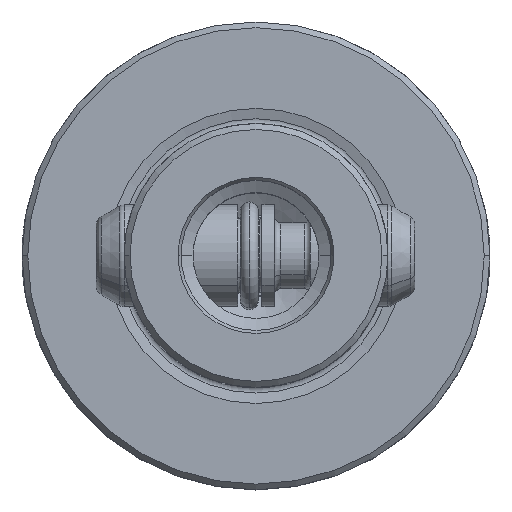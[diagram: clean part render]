
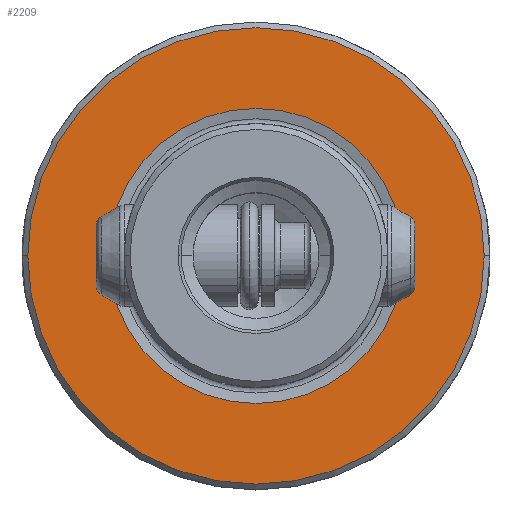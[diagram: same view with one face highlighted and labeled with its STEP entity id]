
A CAD part, top view. The second image highlights one B-rep face of the part: STEP entity #2209.
In plain terms, the highlighted planar face has unit normal (0, 0, 1).
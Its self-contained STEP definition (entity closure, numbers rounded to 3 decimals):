
#1307=EDGE_CURVE('NONE',#2847,#2967,#3325,.T.);
#1397=VERTEX_POINT('NONE',#3422);
#2031=EDGE_CURVE('NONE',#2229,#1397,#4134,.T.);
#2079=EDGE_CURVE('NONE',#2967,#2847,#4190,.T.);
#2209=ADVANCED_FACE('NONE',(#4332,#4333),#4334,.F.);
#2229=VERTEX_POINT('NONE',#4357);
#2847=VERTEX_POINT('NONE',#5054);
#2903=EDGE_CURVE('NONE',#1397,#2229,#5114,.T.);
#2967=VERTEX_POINT('NONE',#5187);
#3325=CIRCLE('',#5675,19.025);
#3422=CARTESIAN_POINT('',(-12.299,0.,0.0));
#4134=CIRCLE('',#7068,12.299);
#4190=CIRCLE('',#7196,19.025);
#4332=FACE_OUTER_BOUND('',#7455,.T.);
#4333=FACE_BOUND('',#7456,.T.);
#4334=PLANE('',#7457);
#4357=CARTESIAN_POINT('',(12.299,0.0,0.0));
#5054=CARTESIAN_POINT('',(19.025,0.,0.0));
#5114=CIRCLE('',#8803,12.299);
#5187=CARTESIAN_POINT('',(-19.025,0.0,0.0));
#5675=AXIS2_PLACEMENT_3D('',#9409,#9410,#9411);
#7068=AXIS2_PLACEMENT_3D('',#10408,#10409,#10410);
#7196=AXIS2_PLACEMENT_3D('',#10492,#10493,#10494);
#7455=EDGE_LOOP('',(#10645,#10646));
#7456=EDGE_LOOP('',(#10647,#10648));
#7457=AXIS2_PLACEMENT_3D('',#10649,#10650,#10651);
#8803=AXIS2_PLACEMENT_3D('',#11587,#11588,#11589);
#9409=CARTESIAN_POINT('',(0.0,0.0,0.0));
#9410=DIRECTION('',(0.0,0.0,-1.0));
#9411=DIRECTION('',(-1.0,0.0,0.0));
#10408=CARTESIAN_POINT('',(0.0,0.0,0.0));
#10409=DIRECTION('',(0.0,0.0,1.0));
#10410=DIRECTION('',(-1.0,0.0,0.0));
#10492=CARTESIAN_POINT('',(0.0,0.0,0.0));
#10493=DIRECTION('',(0.0,0.0,-1.0));
#10494=DIRECTION('',(-1.0,0.0,0.0));
#10645=ORIENTED_EDGE('',*,*,#2079,.F.);
#10646=ORIENTED_EDGE('',*,*,#1307,.F.);
#10647=ORIENTED_EDGE('',*,*,#2031,.F.);
#10648=ORIENTED_EDGE('',*,*,#2903,.F.);
#10649=CARTESIAN_POINT('',(0.0,19.5,0.0));
#10650=DIRECTION('',(0.0,0.0,-1.0));
#10651=DIRECTION('',(0.0,1.0,0.0));
#11587=CARTESIAN_POINT('',(0.0,0.0,0.0));
#11588=DIRECTION('',(0.0,0.0,1.0));
#11589=DIRECTION('',(-1.0,0.0,0.0));
